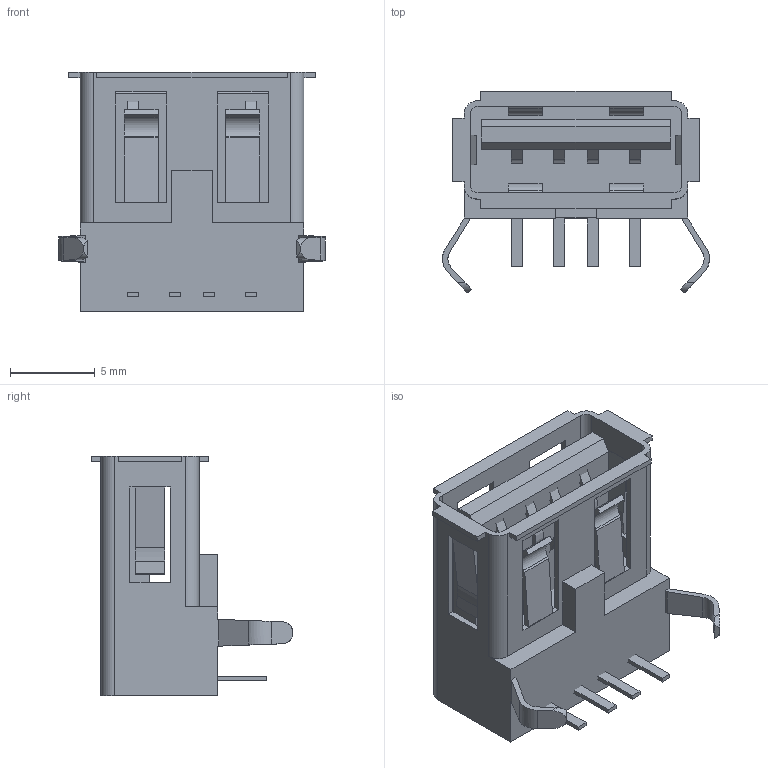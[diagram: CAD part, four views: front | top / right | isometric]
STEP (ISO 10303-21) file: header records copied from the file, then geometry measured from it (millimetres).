
FILE_DESCRIPTION(/* description */ ('STEP AP214'),/* implementation_level */ '2;1');
FILE_NAME(/* name */ 'USB-A-S-S-W-TH',/* time_stamp */ '2022-09-02T15:20:33+02:00',/* author */ ('License CC BY-ND 4.0'),/* organization */ ('CADENAS'),/* preprocessor_version */ 'ST-DEVELOPER v18.102',/* originating_system */ 'PARTsolutions',/* authorisation */ ' ');
FILE_SCHEMA (('AUTOMOTIVE_DESIGN {1 0 10303 214 3 1 1}'));
Length unit declared in the file: millimetre
Products named in the file (4): USB-A-S-S-W-TH; USB-A-S-TH_P; USB-A-S-W-TH_B; USB-A-S-TH_S
Assembly tree (3 placements, depth 2):
  USB-A-S-S-W-TH
    USB-A-S-TH_P
    USB-A-S-W-TH_B
    USB-A-S-TH_S
Bounding box: 15.75 x 11.89 x 14.1 mm (x, y, z)
Volume: 820.7 mm3; surface area: 1577.2 mm2
Topology: 3 solids, 3 shells, 217 faces, 620 edges, 410 vertices
Faces by surface type: plane 181, cylinder 36
Entity records: 7117 total; most frequent: CARTESIAN_POINT 1251, ORIENTED_EDGE 1240, DIRECTION 1138, EDGE_CURVE 620, LINE 544, VECTOR 544, VERTEX_POINT 410, AXIS2_PLACEMENT_3D 297
